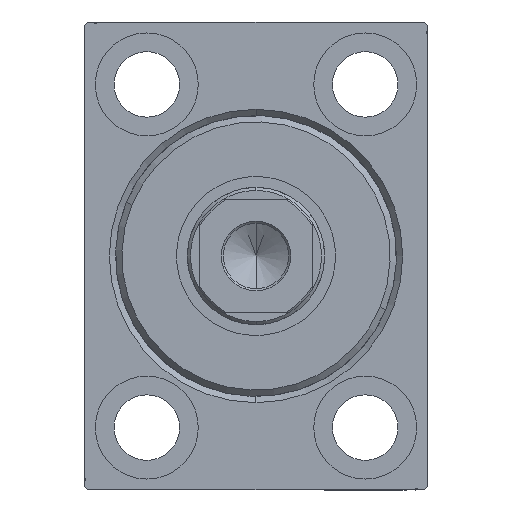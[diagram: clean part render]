
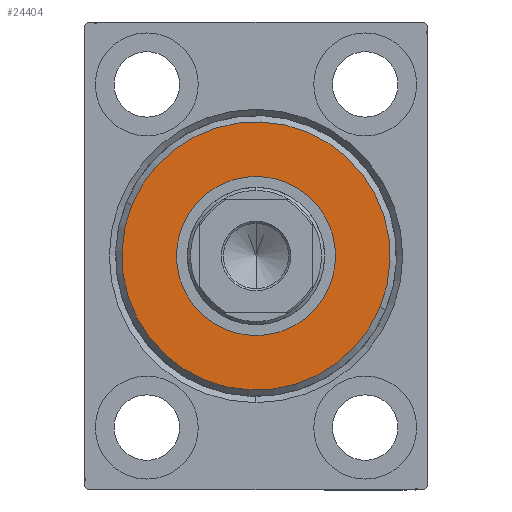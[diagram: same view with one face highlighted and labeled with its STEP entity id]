
A CAD part, left-side view. The second image highlights one B-rep face of the part: STEP entity #24404.
In plain terms, the highlighted face is planar.
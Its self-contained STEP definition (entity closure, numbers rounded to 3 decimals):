
#4353 = FACE_BOUND ( 'NONE', #14801, .T. ) ;
#5013 = CARTESIAN_POINT ( 'NONE',  ( 3., 0., 0. ) ) ;
#5767 = ORIENTED_EDGE ( 'NONE', *, *, #16891, .T. ) ;
#6126 = AXIS2_PLACEMENT_3D ( 'NONE', #28753, #15228, #18317 ) ;
#6993 = DIRECTION ( 'NONE',  ( -1., 0., 0. ) ) ;
#8526 = VERTEX_POINT ( 'NONE', #38232 ) ;
#8654 = VERTEX_POINT ( 'NONE', #41505 ) ;
#9001 = DIRECTION ( 'NONE',  ( 0., 0., -1. ) ) ;
#10154 = ORIENTED_EDGE ( 'NONE', *, *, #30732, .T. ) ;
#12490 = AXIS2_PLACEMENT_3D ( 'NONE', #42503, #19186, #9001 ) ;
#12676 = EDGE_CURVE ( 'NONE', #40907, #8654, #25944, .T. ) ;
#13891 = VERTEX_POINT ( 'NONE', #30009 ) ;
#14305 = EDGE_CURVE ( 'NONE', #8526, #13891, #19254, .T. ) ;
#14801 = EDGE_LOOP ( 'NONE', ( #10154, #26970 ) ) ;
#14921 = ORIENTED_EDGE ( 'NONE', *, *, #14305, .T. ) ;
#15228 = DIRECTION ( 'NONE',  ( 1., 0., 0. ) ) ;
#16009 = CARTESIAN_POINT ( 'NONE',  ( 3., 0., 0. ) ) ;
#16891 = EDGE_CURVE ( 'NONE', #13891, #8526, #32865, .T. ) ;
#17875 = PLANE ( 'NONE',  #6126 ) ;
#18317 = DIRECTION ( 'NONE',  ( 0., 0., -1. ) ) ;
#19186 = DIRECTION ( 'NONE',  ( -1., 0., 0. ) ) ;
#19254 = CIRCLE ( 'NONE', #32000, 21.5 ) ;
#21199 = DIRECTION ( 'NONE',  ( 0., 0., -1. ) ) ;
#24404 = ADVANCED_FACE ( 'NONE', ( #34082, #4353 ), #17875, .T. ) ;
#25944 = CIRCLE ( 'NONE', #12490, 12.75 ) ;
#26970 = ORIENTED_EDGE ( 'NONE', *, *, #12676, .T. ) ;
#28753 = CARTESIAN_POINT ( 'NONE',  ( 3., 0., 0. ) ) ;
#29032 = CARTESIAN_POINT ( 'NONE',  ( 3., 0., -12.75 ) ) ;
#29748 = DIRECTION ( 'NONE',  ( 0., 0., -1. ) ) ;
#30009 = CARTESIAN_POINT ( 'NONE',  ( 3., 0., -21.5 ) ) ;
#30495 = CARTESIAN_POINT ( 'NONE',  ( 3., 0., 0. ) ) ;
#30732 = EDGE_CURVE ( 'NONE', #8654, #40907, #37314, .T. ) ;
#32000 = AXIS2_PLACEMENT_3D ( 'NONE', #16009, #43088, #29748 ) ;
#32865 = CIRCLE ( 'NONE', #38546, 21.5 ) ;
#34082 = FACE_OUTER_BOUND ( 'NONE', #38648, .T. ) ;
#34265 = DIRECTION ( 'NONE',  ( 0., 0., -1. ) ) ;
#34522 = DIRECTION ( 'NONE',  ( 1., 0., 0. ) ) ;
#35911 = AXIS2_PLACEMENT_3D ( 'NONE', #30495, #6993, #34265 ) ;
#37314 = CIRCLE ( 'NONE', #35911, 12.75 ) ;
#38232 = CARTESIAN_POINT ( 'NONE',  ( 3., 0., 21.5 ) ) ;
#38546 = AXIS2_PLACEMENT_3D ( 'NONE', #5013, #34522, #21199 ) ;
#38648 = EDGE_LOOP ( 'NONE', ( #14921, #5767 ) ) ;
#40907 = VERTEX_POINT ( 'NONE', #29032 ) ;
#41505 = CARTESIAN_POINT ( 'NONE',  ( 3., 0., 12.75 ) ) ;
#42503 = CARTESIAN_POINT ( 'NONE',  ( 3., 0., 0. ) ) ;
#43088 = DIRECTION ( 'NONE',  ( 1., 0., 0. ) ) ;
